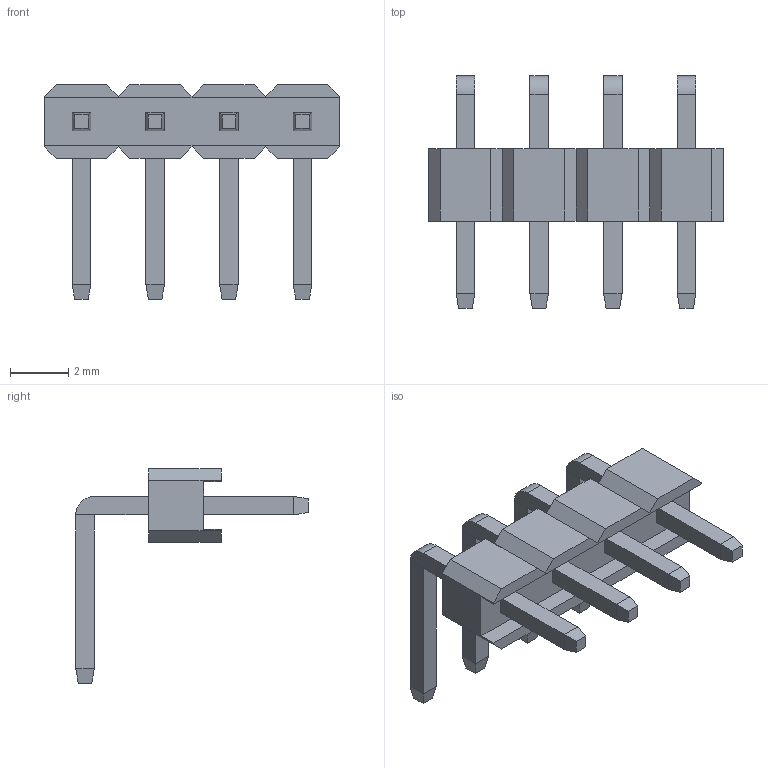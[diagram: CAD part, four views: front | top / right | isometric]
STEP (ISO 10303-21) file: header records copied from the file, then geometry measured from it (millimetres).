
FILE_DESCRIPTION(/* description */ (''),/* implementation_level */ '2;1');
FILE_NAME(/* name */ '2.54 mm crooked Male Header Dupont Pins, 90°, 1X4 v1.step',/* time_stamp */ '2021-06-07T21:23:48+02:00',/* author */ (''),/* organization */ (''),/* preprocessor_version */ 'ST-DEVELOPER v18.1',/* originating_system */ 'Autodesk Translation Framework v10.9.0.1377',/* authorisation */ '');
FILE_SCHEMA (('AUTOMOTIVE_DESIGN { 1 0 10303 214 3 1 1 }'));
Length unit declared in the file: millimetre
Products named in the file (3): 2.54 mm crooked Male Header Dupont Pins, 90°, 1X4; Base, 2.54 mm Male Header Dupont Pins, Configurable_1X4; Pin, 2.54 mm Male Header Dupont Pins, Configurable
Assembly tree (5 placements, depth 2):
  2.54 mm crooked Male Header Dupont Pins, 90°, 1X4
    Base, 2.54 mm Male Header Dupont Pins, Configurable_1X4
    Pin, 2.54 mm Male Header Dupont Pins, Configurable  x4
Bounding box: 10.16 x 8.01 x 7.39 mm (x, y, z)
Volume: 70.2 mm3; surface area: 285.3 mm2
Topology: 9 solids, 9 shells, 128 faces, 298 edges, 188 vertices
Faces by surface type: plane 124, cylinder 4
Entity records: 2178 total; most frequent: CARTESIAN_POINT 370, ORIENTED_EDGE 356, DIRECTION 332, EDGE_CURVE 178, LINE 176, VECTOR 176, VERTEX_POINT 116, AXIS2_PLACEMENT_3D 78
